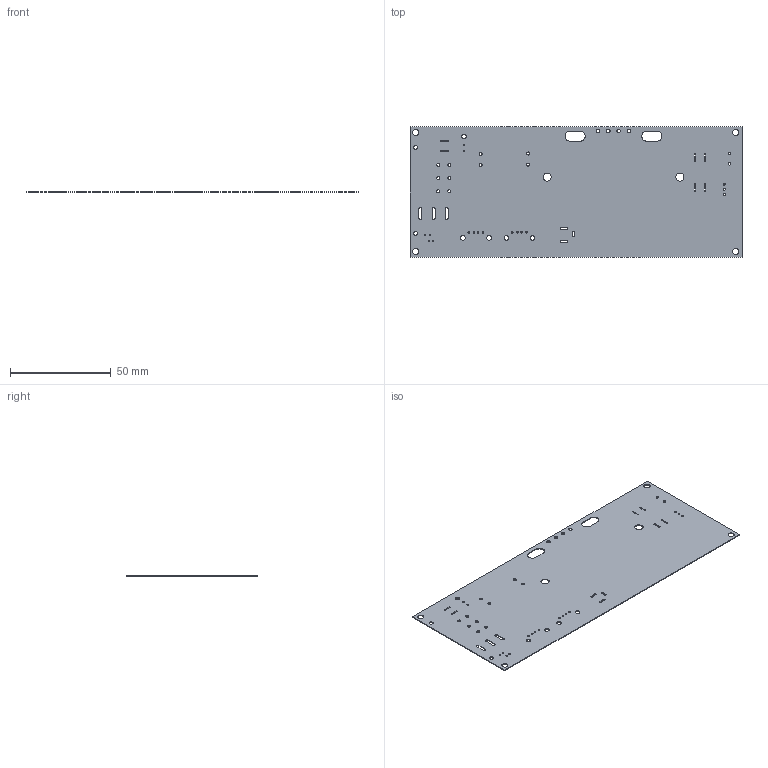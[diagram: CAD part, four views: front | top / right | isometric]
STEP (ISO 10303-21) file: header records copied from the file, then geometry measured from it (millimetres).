
FILE_DESCRIPTION(('Open CASCADE Model'),'2;1');
FILE_NAME('Open CASCADE Shape Model','2016-08-23T16:04:53',('Author'),( 'Open CASCADE'),'Open CASCADE STEP processor 6.2','Open CASCADE 6.2' ,'Unknown');
FILE_SCHEMA(('AUTOMOTIVE_DESIGN { 1 0 10303 214 1 1 1 1 }'));
Length unit declared in the file: millimetre
Products named in the file (2): PCB; Board
Assembly tree (1 placements, depth 2):
  PCB
    Board
Bounding box: 164.97 x 64.95 x 0.39 mm (x, y, z)
Volume: 4089.7 mm3; surface area: 21246.9 mm2
Topology: 1 solids, 1 shells, 108 faces, 318 edges, 212 vertices
Faces by surface type: cylinder 74, plane 34
Full cylindrical faces by diameter (mm): 0.6 x2, 0.762 x2, 0.8 x8, 0.9 x5, 1.27 x2, 1.5 x10, 1.75 x4, 2 x2, 2.2 x1, 2.286 x4, 3.048 x4, 4.064 x2
Entity records: 8083 total; most frequent: DIRECTION 1322, CARTESIAN_POINT 1276, LINE 658, VECTOR 658, ORIENTED_EDGE 636, PCURVE 636, DEFINITIONAL_REPRESENTATION 636, EDGE_CURVE 318
